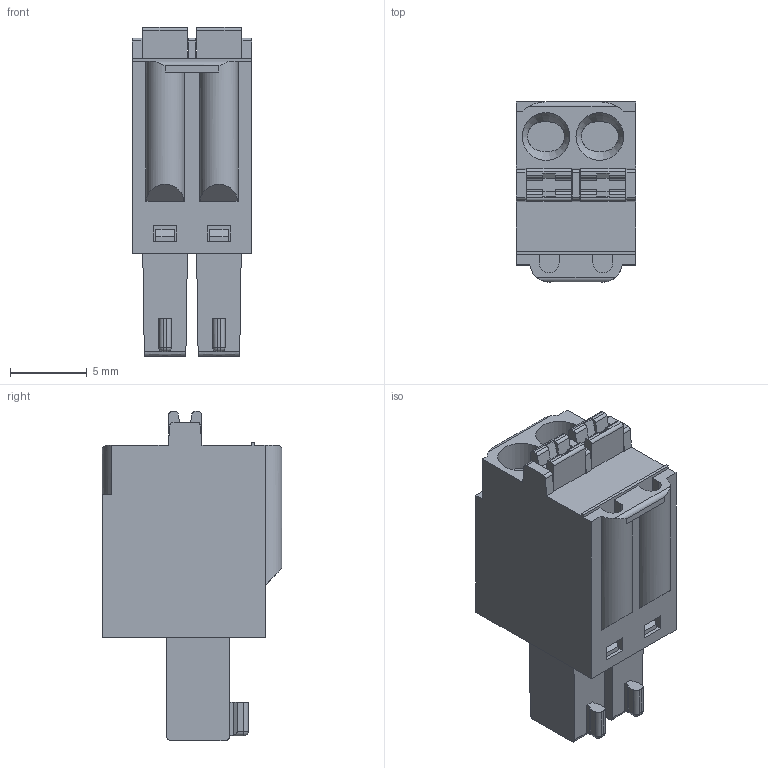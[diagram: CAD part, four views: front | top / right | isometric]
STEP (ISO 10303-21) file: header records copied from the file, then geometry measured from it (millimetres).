
FILE_DESCRIPTION(('STEP AP214'),'1');
FILE_NAME('SHM02-3,5-P.stp','2018-09-11T16:25:30',(' '),(' '),'Spatial InterOp 3D',' ',' ');
FILE_SCHEMA(('automotive_design'));
Length unit declared in the file: metre
Products named in the file (1): 1
Bounding box: 7.8 x 11.7 x 21.4 mm (x, y, z)
Volume: 1163.8 mm3; surface area: 1092 mm2
Topology: 1 solids, 1 shells, 217 faces, 585 edges, 385 vertices
Faces by surface type: plane 153, cylinder 50, cone 6, sphere 4, extrusion 2, torus 2
Full cylindrical faces by diameter (mm): 1.2 x2, 3.1 x2
Entity records: 8565 total; most frequent: CARTESIAN_POINT 1431, ORIENTED_EDGE 1126, DIRECTION 1070, EDGE_CURVE 563, VECTOR 434, LINE 432, VERTEX_POINT 377, AXIS2_PLACEMENT_3D 318
